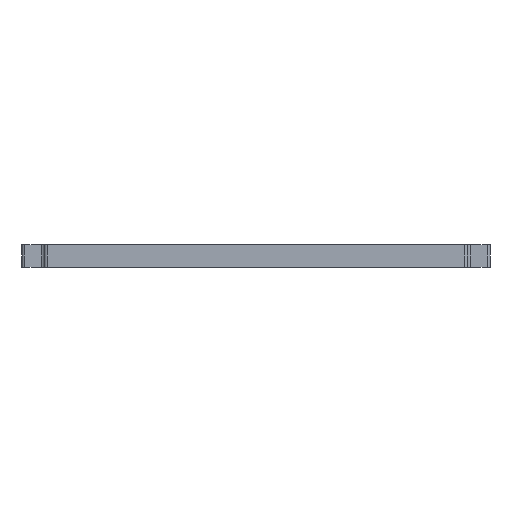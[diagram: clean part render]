
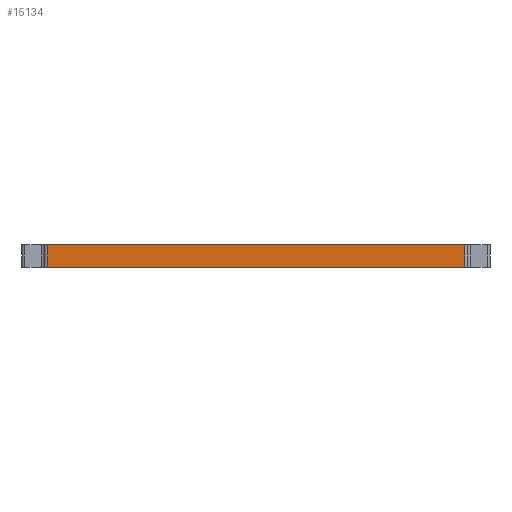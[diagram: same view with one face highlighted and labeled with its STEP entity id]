
A CAD part, left-side view. The second image highlights one B-rep face of the part: STEP entity #15134.
In plain terms, the highlighted planar face has unit normal (-1, 0, 0).
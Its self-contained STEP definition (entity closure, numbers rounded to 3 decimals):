
#574=PLANE('',#16346);
#1304=FACE_OUTER_BOUND('',#2098,.T.);
#2098=EDGE_LOOP('',(#14167,#14168,#14169,#14170));
#2150=LINE('',#20666,#3895);
#2615=LINE('',#21957,#4360);
#3062=LINE('',#23328,#4807);
#3068=LINE('',#23340,#4813);
#3895=VECTOR('',#16498,10.);
#4360=VECTOR('',#17345,10.);
#4807=VECTOR('',#18592,10.);
#4813=VECTOR('',#18610,10.);
#6130=VERTEX_POINT('',#20663);
#6131=VERTEX_POINT('',#20665);
#6765=VERTEX_POINT('',#21954);
#6766=VERTEX_POINT('',#21956);
#7617=EDGE_CURVE('',#6130,#6131,#2150,.T.);
#8262=EDGE_CURVE('',#6765,#6766,#2615,.T.);
#8962=EDGE_CURVE('',#6131,#6765,#3062,.T.);
#8968=EDGE_CURVE('',#6766,#6130,#3068,.T.);
#14167=ORIENTED_EDGE('',*,*,#8962,.F.);
#14168=ORIENTED_EDGE('',*,*,#7617,.F.);
#14169=ORIENTED_EDGE('',*,*,#8968,.F.);
#14170=ORIENTED_EDGE('',*,*,#8262,.F.);
#15134=ADVANCED_FACE('',(#1304),#574,.T.);
#16346=AXIS2_PLACEMENT_3D('',#24908,#20488,#20489);
#16498=DIRECTION('',(0.,1.,0.));
#17345=DIRECTION('',(0.,-1.,0.));
#18592=DIRECTION('',(0.,0.,1.));
#18610=DIRECTION('',(0.,0.,-1.));
#20488=DIRECTION('center_axis',(-1.,0.,0.));
#20489=DIRECTION('ref_axis',(0.,-1.,0.));
#20663=CARTESIAN_POINT('',(0.,-75.7,-2.5));
#20665=CARTESIAN_POINT('',(0.,-0.5,-2.5));
#20666=CARTESIAN_POINT('',(0.,-76.2,-2.5));
#21954=CARTESIAN_POINT('',(0.,-0.5,1.5));
#21956=CARTESIAN_POINT('',(0.,-75.7,1.5));
#21957=CARTESIAN_POINT('',(0.,0.,1.5));
#23328=CARTESIAN_POINT('',(0.,-0.5,0.));
#23340=CARTESIAN_POINT('',(0.,-75.7,0.));
#24908=CARTESIAN_POINT('Origin',(0.,0.,0.));
